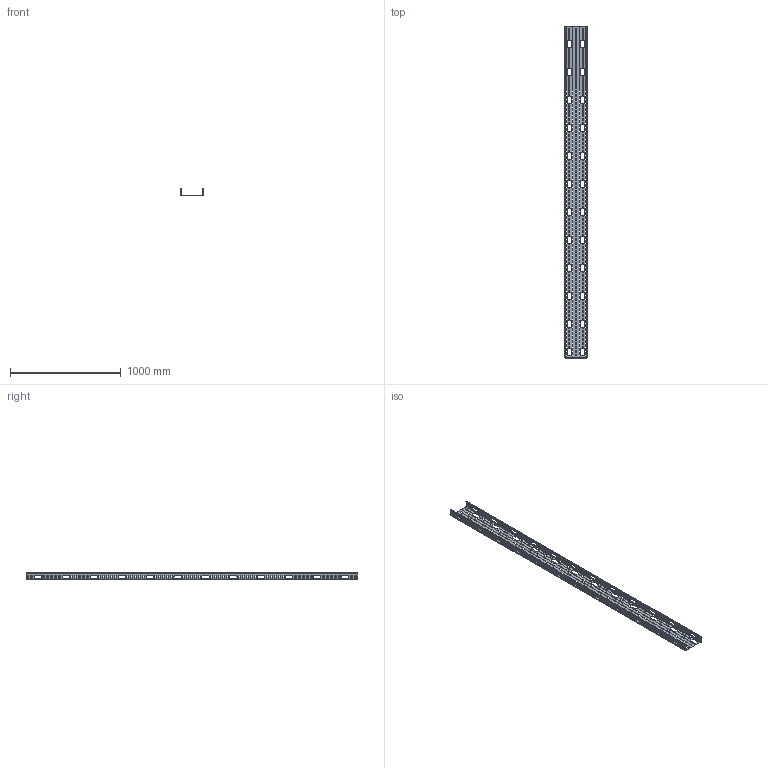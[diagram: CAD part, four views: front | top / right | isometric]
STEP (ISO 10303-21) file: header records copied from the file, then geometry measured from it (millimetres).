
FILE_DESCRIPTION(/* description */ (''),/* implementation_level */ '2;1');
FILE_NAME(/* name */ 'KAP200H60_3.stp',/* time_stamp */ '2020-05-21T12:18:58+02:00',/* author */ ('NB06DT_User'),/* organization */ (''),/* preprocessor_version */ 'ST-DEVELOPER v18.1',/* originating_system */ 'Autodesk Inventor 2021',/* authorisation */ '');
FILE_SCHEMA (('AUTOMOTIVE_DESIGN { 1 0 10303 214 3 1 1 }'));
Products named in the file (1): KAJ200H60_3
Bounding box: 200.41 x 3000 x 59.97 mm (x, y, z)
Volume: 1181906.5 mm3; surface area: 1663477.9 mm2
Topology: 1 solids, 1 shells, 3518 faces, 10484 edges, 6968 vertices
Faces by surface type: plane 1778, cylinder 1740
Entity records: 122253 total; most frequent: DIRECTION 21002, CARTESIAN_POINT 20971, ORIENTED_EDGE 20968, EDGE_CURVE 10484, LINE 7004, VECTOR 7004, AXIS2_PLACEMENT_3D 6999, VERTEX_POINT 6968
